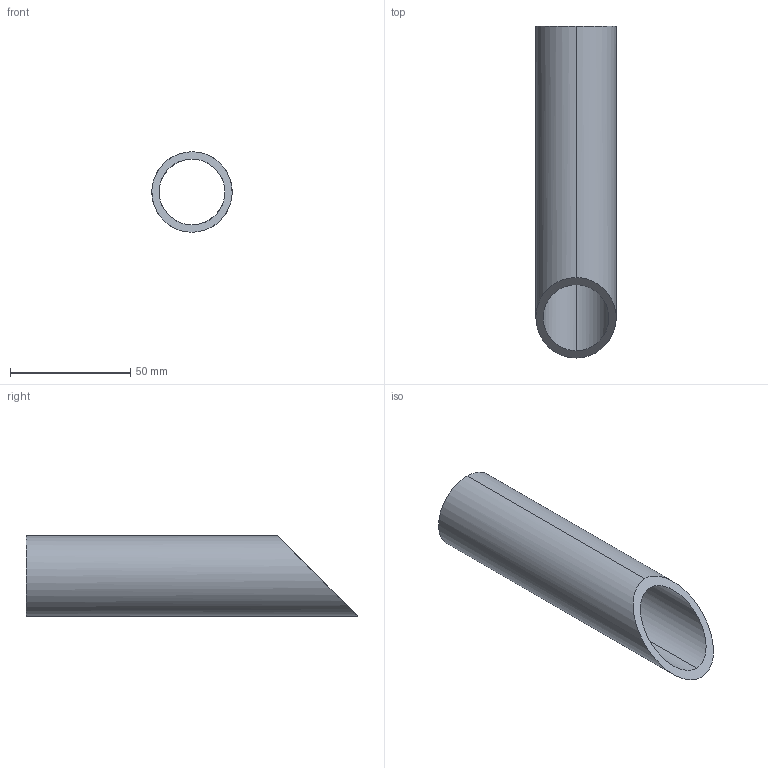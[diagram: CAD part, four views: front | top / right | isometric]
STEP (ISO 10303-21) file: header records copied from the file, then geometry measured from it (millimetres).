
FILE_DESCRIPTION (( 'STEP AP214' ), '1' );
FILE_NAME ('am- 4286 Sleeve - Flat to angled Front Top.STEP', '2020-05-08T20:15:41', ( '' ), ( '' ), 'SwSTEP 2.0', 'SolidWorks 2019', '' );
FILE_SCHEMA (( 'AUTOMOTIVE_DESIGN' ));
Length unit declared in the file: inch
Products named in the file (1): am- 4286 Sleeve - Flat to angled Front Top
Bounding box: 33.4 x 137.9 x 33.4 mm (x, y, z)
Volume: 35226.3 mm3; surface area: 23815.5 mm2
Topology: 1 solids, 1 shells, 6 faces, 12 edges, 8 vertices
Faces by surface type: cylinder 4, plane 2
Entity records: 204 total; most frequent: CARTESIAN_POINT 39, DIRECTION 26, ORIENTED_EDGE 24, EDGE_CURVE 12, AXIS2_PLACEMENT_3D 11, VERTEX_POINT 8, EDGE_LOOP 8, ADVANCED_FACE 6
